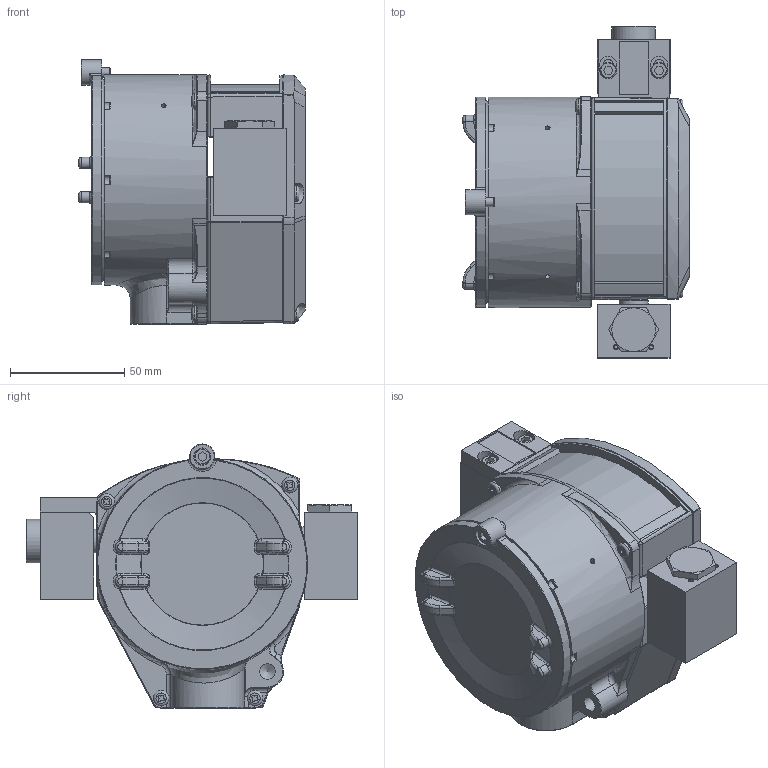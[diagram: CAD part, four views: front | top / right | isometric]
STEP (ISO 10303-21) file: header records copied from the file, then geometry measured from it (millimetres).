
FILE_DESCRIPTION(/* description */ (''),/* implementation_level */ '2;1');
FILE_NAME(/* name */ '3750C-ABCDEF-1-A-EFGHJK-A-0.stp',/* time_stamp */ '2017-07-14T14:54:09+02:00',/* author */ (''),/* organization */ (''),/* preprocessor_version */ 'ST-DEVELOPER v16',/* originating_system */ 'SIEMENS PLM Software NX 11.0',/* authorisation */ '');
FILE_SCHEMA (('AP203_CONFIGURATION_CONTROLLED_3D_DESIGN_OF_MECHANICAL_PARTS_AND_ASSEMBLIES_MIM_LF { 1 0 10303 403 2 1 2}'));
Length unit declared in the file: millimetre
Products named in the file (1): 3750C-ABCDEF-1-A-EFGHJK-A-0
Bounding box: 98.88 x 145.06 x 115.4 mm (x, y, z)
Volume: 469352.7 mm3; surface area: 155963.4 mm2
Topology: 21 solids, 22 shells, 1697 faces, 3992 edges, 2336 vertices
Faces by surface type: cylinder 578, plane 472, torus 240, bspline 185, cone 116, sphere 96, extrusion 10
Full cylindrical faces by diameter (mm): 1.664 x2, 2.2 x2, 3.454 x8, 3.52 x9, 4 x4, 4.036 x3, 4.181 x6, 4.369 x4, 4.841 x2, 5.563 x1, 6.35 x1, 6.8 x1, 6.858 x11, 7.087 x1, 7.5 x1, 7.925 x1, 9.906 x1, 10.185 x2, 10.236 x1, 10.3 x1, 10.338 x3, 10.376 x1, 10.693 x2, 11 x1, 11.676 x3, 12.573 x1, 12.624 x1, 12.667 x1, 12.7 x1, 13.145 x1
Entity records: 52095 total; most frequent: CARTESIAN_POINT 15134, DIRECTION 7931, ORIENTED_EDGE 7284, EDGE_CURVE 3642, AXIS2_PLACEMENT_3D 3247, VERTEX_POINT 2278, EDGE_LOOP 1993, ADVANCED_FACE 1695
